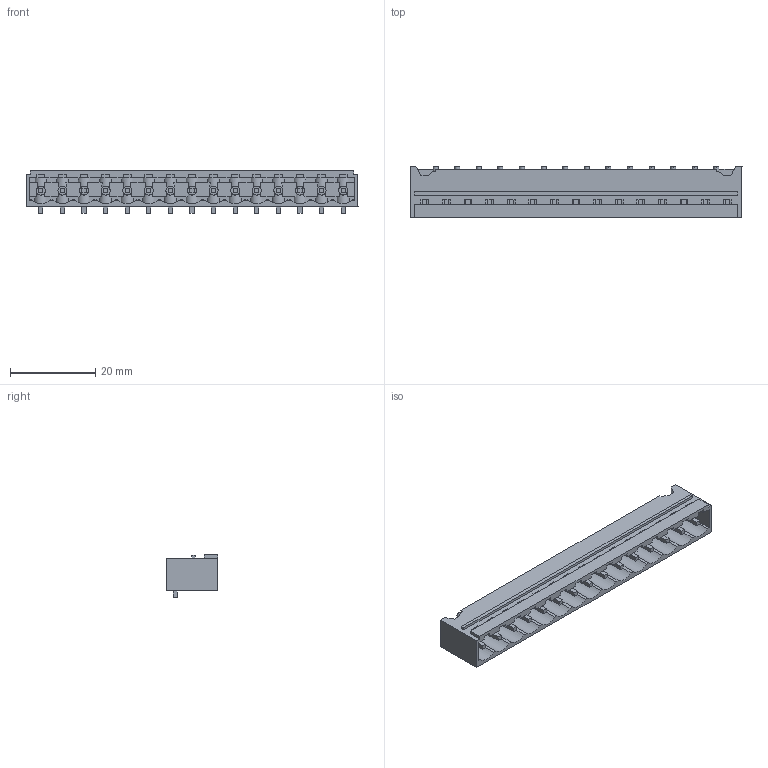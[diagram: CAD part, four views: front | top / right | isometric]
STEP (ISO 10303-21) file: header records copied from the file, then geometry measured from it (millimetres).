
FILE_DESCRIPTION(('CATIA V5 STEP Exchange','CAx-IF Rec.Pracs.--- Model Styling and Organization---1.4--- 2014-01-23'),'2;1');
FILE_NAME ('D1455867_2', '2022-05-20T08:19:15+00:00', ('none'), ('Weidmueller'), 'CATIA Version 5-6 Release 2016 SP3 HF44', 'CATIA V5 STEP AP214', 'none');
FILE_SCHEMA(('AUTOMOTIVE_DESIGN { 1 0 10303 214 1 1 1 1 }'));
Length unit declared in the file: millimetre
Products named in the file (1): 1775132001
Bounding box: 78.1 x 12 x 9.93 mm (x, y, z)
Volume: 2850.5 mm3; surface area: 6499.3 mm2
Topology: 16 solids, 16 shells, 926 faces, 2822 edges, 1899 vertices
Faces by surface type: plane 754, cylinder 144, extrusion 28
Entity records: 30740 total; most frequent: CARTESIAN_POINT 7425, ORIENTED_EDGE 5644, DIRECTION 3574, EDGE_CURVE 2822, VECTOR 2022, LINE 1994, VERTEX_POINT 1899, AXIS2_PLACEMENT_3D 966
